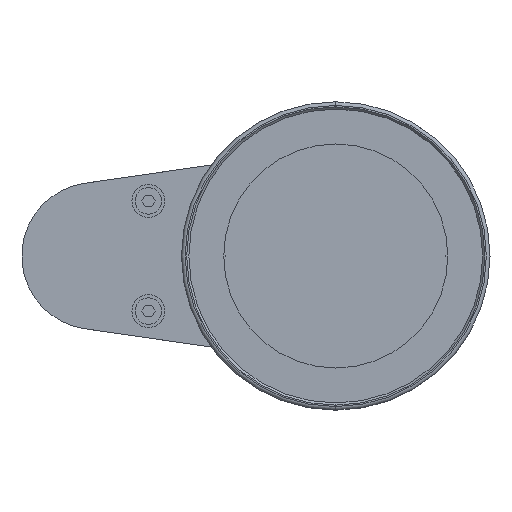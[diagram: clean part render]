
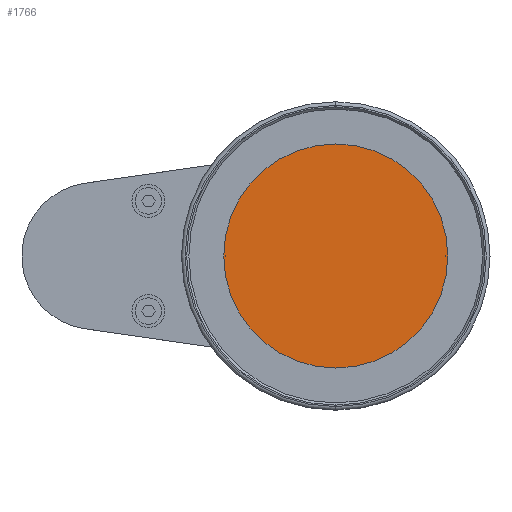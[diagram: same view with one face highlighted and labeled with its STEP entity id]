
A CAD part, left-side view. The second image highlights one B-rep face of the part: STEP entity #1766.
In plain terms, the highlighted planar face has unit normal (-1, 0, 0).
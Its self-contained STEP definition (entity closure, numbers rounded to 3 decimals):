
#29 = VECTOR ( 'NONE', #3123, 1000. ) ;
#128 = CARTESIAN_POINT ( 'NONE',  ( -61.341, 15., 0. ) ) ;
#151 = EDGE_CURVE ( 'NONE', #4356, #3370, #1457, .T. ) ;
#268 = DIRECTION ( 'NONE',  ( 0., -1., 0. ) ) ;
#302 = EDGE_LOOP ( 'NONE', ( #971, #1074, #4072, #2144 ) ) ;
#401 = AXIS2_PLACEMENT_3D ( 'NONE', #636, #1430, #4691 ) ;
#491 = VERTEX_POINT ( 'NONE', #4469 ) ;
#534 = LINE ( 'NONE', #128, #2349 ) ;
#576 = EDGE_CURVE ( 'NONE', #491, #1521, #3950, .T. ) ;
#636 = CARTESIAN_POINT ( 'NONE',  ( -61.341, 0., 0. ) ) ;
#700 = DIRECTION ( 'NONE',  ( 0., 0., 1. ) ) ;
#809 = CARTESIAN_POINT ( 'NONE',  ( -61.341, 15., 0. ) ) ;
#874 = CARTESIAN_POINT ( 'NONE',  ( -61.341, -15., 0. ) ) ;
#971 = ORIENTED_EDGE ( 'NONE', *, *, #151, .F. ) ;
#1044 = FACE_BOUND ( 'NONE', #302, .T. ) ;
#1054 = EDGE_CURVE ( 'NONE', #4356, #1437, #534, .T. ) ;
#1074 = ORIENTED_EDGE ( 'NONE', *, *, #1054, .T. ) ;
#1088 = EDGE_CURVE ( 'NONE', #1521, #491, #3711, .T. ) ;
#1430 = DIRECTION ( 'NONE',  ( 1., 0., 0. ) ) ;
#1437 = VERTEX_POINT ( 'NONE', #809 ) ;
#1457 = LINE ( 'NONE', #4651, #3704 ) ;
#1514 = CARTESIAN_POINT ( 'NONE',  ( -61.341, -15., 0. ) ) ;
#1521 = VERTEX_POINT ( 'NONE', #2305 ) ;
#1533 = LINE ( 'NONE', #1514, #29 ) ;
#1657 = CARTESIAN_POINT ( 'NONE',  ( -61.341, -15., 0. ) ) ;
#1756 = EDGE_LOOP ( 'NONE', ( #2779, #4982 ) ) ;
#1766 = ADVANCED_FACE ( 'NONE', ( #1044, #3502 ), #2268, .T. ) ;
#1953 = CARTESIAN_POINT ( 'NONE',  ( -61.341, -15., 0. ) ) ;
#2144 = ORIENTED_EDGE ( 'NONE', *, *, #3878, .F. ) ;
#2249 = AXIS2_PLACEMENT_3D ( 'NONE', #4759, #4308, #700 ) ;
#2268 = PLANE ( 'NONE',  #2249 ) ;
#2305 = CARTESIAN_POINT ( 'NONE',  ( -61.341, 0., 15.8 ) ) ;
#2349 = VECTOR ( 'NONE', #3363, 1000. ) ;
#2774 = LINE ( 'NONE', #1657, #4534 ) ;
#2779 = ORIENTED_EDGE ( 'NONE', *, *, #576, .F. ) ;
#2894 = VERTEX_POINT ( 'NONE', #1953 ) ;
#3123 = DIRECTION ( 'NONE',  ( 0., 0., 1. ) ) ;
#3363 = DIRECTION ( 'NONE',  ( 0., 0., 1. ) ) ;
#3370 = VERTEX_POINT ( 'NONE', #874 ) ;
#3502 = FACE_OUTER_BOUND ( 'NONE', #1756, .T. ) ;
#3625 = DIRECTION ( 'NONE',  ( 0., -1., 0. ) ) ;
#3704 = VECTOR ( 'NONE', #268, 1000. ) ;
#3711 = CIRCLE ( 'NONE', #401, 15.8 ) ;
#3771 = DIRECTION ( 'NONE',  ( 1., 0., 0. ) ) ;
#3878 = EDGE_CURVE ( 'NONE', #3370, #2894, #1533, .T. ) ;
#3950 = CIRCLE ( 'NONE', #4720, 15.8 ) ;
#4072 = ORIENTED_EDGE ( 'NONE', *, *, #4311, .T. ) ;
#4308 = DIRECTION ( 'NONE',  ( -1., 0., 0. ) ) ;
#4311 = EDGE_CURVE ( 'NONE', #1437, #2894, #2774, .T. ) ;
#4356 = VERTEX_POINT ( 'NONE', #4413 ) ;
#4413 = CARTESIAN_POINT ( 'NONE',  ( -61.341, 15., 0. ) ) ;
#4469 = CARTESIAN_POINT ( 'NONE',  ( -61.341, 0., -15.8 ) ) ;
#4534 = VECTOR ( 'NONE', #3625, 1000. ) ;
#4547 = CARTESIAN_POINT ( 'NONE',  ( -61.341, 0., 0. ) ) ;
#4571 = DIRECTION ( 'NONE',  ( 0., 0., -1. ) ) ;
#4651 = CARTESIAN_POINT ( 'NONE',  ( -61.341, -15., 0. ) ) ;
#4691 = DIRECTION ( 'NONE',  ( 0., 0., -1. ) ) ;
#4720 = AXIS2_PLACEMENT_3D ( 'NONE', #4547, #3771, #4571 ) ;
#4759 = CARTESIAN_POINT ( 'NONE',  ( -61.341, 0., 0. ) ) ;
#4982 = ORIENTED_EDGE ( 'NONE', *, *, #1088, .F. ) ;
